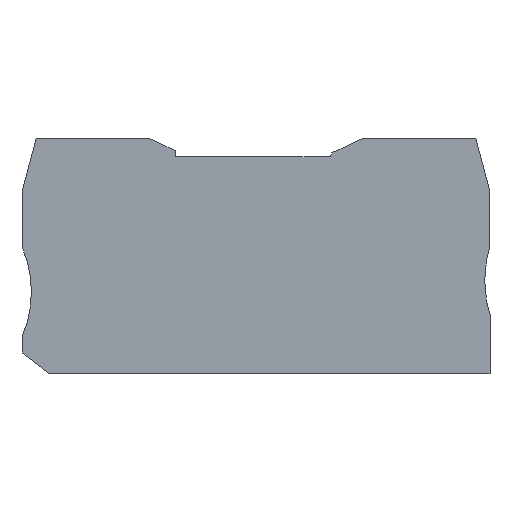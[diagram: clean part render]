
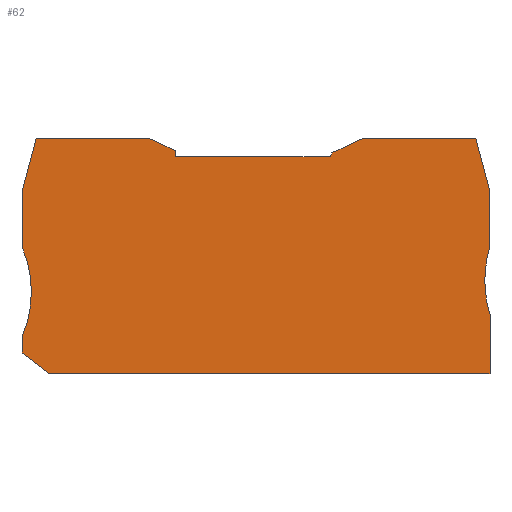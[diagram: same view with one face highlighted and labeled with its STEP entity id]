
A CAD part, left-side view. The second image highlights one B-rep face of the part: STEP entity #62.
In plain terms, the highlighted planar face has unit normal (-1, 0, 0).
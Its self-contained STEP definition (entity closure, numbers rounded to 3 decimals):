
#62=ADVANCED_FACE('',(#130),#131,.T.);
#130=FACE_OUTER_BOUND('',#201,.T.);
#131=PLANE('',#202);
#201=EDGE_LOOP('',(#306,#307,#308,#309,#310,#311,#312,#313,#314,#315,#316,#317,#318,#319,#320,#321,#322,#323,#324));
#202=AXIS2_PLACEMENT_3D('',#325,#326,#327);
#306=ORIENTED_EDGE('',*,*,#458,.F.);
#307=ORIENTED_EDGE('',*,*,#477,.F.);
#308=ORIENTED_EDGE('',*,*,#470,.F.);
#309=ORIENTED_EDGE('',*,*,#478,.F.);
#310=ORIENTED_EDGE('',*,*,#479,.F.);
#311=ORIENTED_EDGE('',*,*,#480,.F.);
#312=ORIENTED_EDGE('',*,*,#447,.T.);
#313=ORIENTED_EDGE('',*,*,#467,.T.);
#314=ORIENTED_EDGE('',*,*,#481,.F.);
#315=ORIENTED_EDGE('',*,*,#482,.F.);
#316=ORIENTED_EDGE('',*,*,#483,.F.);
#317=ORIENTED_EDGE('',*,*,#484,.F.);
#318=ORIENTED_EDGE('',*,*,#485,.T.);
#319=ORIENTED_EDGE('',*,*,#444,.T.);
#320=ORIENTED_EDGE('',*,*,#486,.F.);
#321=ORIENTED_EDGE('',*,*,#487,.F.);
#322=ORIENTED_EDGE('',*,*,#453,.F.);
#323=ORIENTED_EDGE('',*,*,#463,.T.);
#324=ORIENTED_EDGE('',*,*,#474,.F.);
#325=CARTESIAN_POINT('',(0.,20.061,29.656));
#326=DIRECTION('',(-1.0,0.0,0.0));
#327=DIRECTION('',(0.0,0.0,-1.0));
#444=EDGE_CURVE('',#521,#525,#527,.T.);
#447=EDGE_CURVE('',#532,#529,#533,.T.);
#453=EDGE_CURVE('',#541,#543,#544,.T.);
#458=EDGE_CURVE('',#550,#552,#553,.T.);
#463=EDGE_CURVE('',#541,#558,#560,.T.);
#467=EDGE_CURVE('',#529,#564,#566,.T.);
#470=EDGE_CURVE('',#569,#571,#572,.T.);
#474=EDGE_CURVE('',#552,#558,#577,.T.);
#477=EDGE_CURVE('',#571,#550,#580,.T.);
#478=EDGE_CURVE('',#581,#569,#582,.T.);
#479=EDGE_CURVE('',#583,#581,#584,.T.);
#480=EDGE_CURVE('',#532,#583,#585,.T.);
#481=EDGE_CURVE('',#586,#564,#587,.T.);
#482=EDGE_CURVE('',#588,#586,#589,.T.);
#483=EDGE_CURVE('',#590,#588,#591,.T.);
#484=EDGE_CURVE('',#592,#590,#593,.T.);
#485=EDGE_CURVE('',#592,#521,#594,.T.);
#486=EDGE_CURVE('',#595,#525,#596,.T.);
#487=EDGE_CURVE('',#543,#595,#597,.T.);
#521=VERTEX_POINT('',#638);
#525=VERTEX_POINT('',#643);
#527=CIRCLE('',#646,15.0);
#529=VERTEX_POINT('',#648);
#532=VERTEX_POINT('',#652);
#533=CIRCLE('',#653,15.0);
#541=VERTEX_POINT('',#663);
#543=VERTEX_POINT('',#666);
#544=LINE('',#667,#668);
#550=VERTEX_POINT('',#676);
#552=VERTEX_POINT('',#679);
#553=LINE('',#680,#681);
#558=VERTEX_POINT('',#688);
#560=LINE('',#691,#692);
#564=VERTEX_POINT('',#696);
#566=CIRCLE('',#699,15.0);
#569=VERTEX_POINT('',#702);
#571=VERTEX_POINT('',#705);
#572=LINE('',#706,#707);
#577=LINE('',#714,#715);
#580=LINE('',#719,#720);
#581=VERTEX_POINT('',#721);
#582=LINE('',#722,#723);
#583=VERTEX_POINT('',#724);
#584=LINE('',#725,#726);
#585=LINE('',#727,#728);
#586=VERTEX_POINT('',#729);
#587=LINE('',#730,#731);
#588=VERTEX_POINT('',#732);
#589=LINE('',#733,#734);
#590=VERTEX_POINT('',#735);
#591=LINE('',#736,#737);
#592=VERTEX_POINT('',#738);
#593=LINE('',#739,#740);
#594=CIRCLE('',#741,15.0);
#595=VERTEX_POINT('',#742);
#596=LINE('',#743,#744);
#597=LINE('',#745,#746);
#638=CARTESIAN_POINT('',(0.,0.691,12.5));
#643=CARTESIAN_POINT('',(0.,0.,17.));
#646=AXIS2_PLACEMENT_3D('',#807,#808,#809);
#648=CARTESIAN_POINT('',(0.,61.348,11.));
#652=CARTESIAN_POINT('',(0.,62.6,17.));
#653=AXIS2_PLACEMENT_3D('',#811,#812,#813);
#663=CARTESIAN_POINT('',(0.,16.9,31.55));
#666=CARTESIAN_POINT('',(0.,1.907,31.55));
#667=CARTESIAN_POINT('',(0.,41.141,31.55));
#668=VECTOR('',#820,1.0);
#676=CARTESIAN_POINT('',(0.,42.099,29.05));
#679=CARTESIAN_POINT('',(0.,21.382,29.05));
#680=CARTESIAN_POINT('',(0.,-6.78,29.05));
#681=VECTOR('',#824,1.0);
#688=CARTESIAN_POINT('',(0.,21.166,29.561));
#691=CARTESIAN_POINT('',(0.,41.141,20.246));
#692=VECTOR('',#828,1.0);
#696=CARTESIAN_POINT('',(0.,62.6,5.));
#699=AXIS2_PLACEMENT_3D('',#833,#834,#835);
#702=CARTESIAN_POINT('',(0.,45.7,31.55));
#705=CARTESIAN_POINT('',(0.,42.099,29.871));
#706=CARTESIAN_POINT('',(0.,41.141,29.424));
#707=VECTOR('',#837,1.0);
#714=CARTESIAN_POINT('',(0.,31.836,4.314));
#715=VECTOR('',#840,1.0);
#719=CARTESIAN_POINT('',(0.,42.099,4.314));
#720=VECTOR('',#842,1.0);
#721=CARTESIAN_POINT('',(0.,60.693,31.55));
#722=CARTESIAN_POINT('',(0.,41.141,31.55));
#723=VECTOR('',#843,1.0);
#724=CARTESIAN_POINT('',(0.,62.6,24.434));
#725=CARTESIAN_POINT('',(0.,67.991,4.314));
#726=VECTOR('',#844,1.0);
#727=CARTESIAN_POINT('',(0.,62.6,4.314));
#728=VECTOR('',#845,1.0);
#729=CARTESIAN_POINT('',(0.,62.6,2.8));
#730=CARTESIAN_POINT('',(0.,62.6,4.314));
#731=VECTOR('',#846,1.0);
#732=CARTESIAN_POINT('',(0.,58.921,0.));
#733=CARTESIAN_POINT('',(0.,41.141,-13.532));
#734=VECTOR('',#847,1.0);
#735=CARTESIAN_POINT('',(0.,0.,0.));
#736=CARTESIAN_POINT('',(0.,41.141,0.));
#737=VECTOR('',#848,1.0);
#738=CARTESIAN_POINT('',(0.,0.,8.));
#739=CARTESIAN_POINT('',(0.,0.,4.314));
#740=VECTOR('',#849,1.0);
#741=AXIS2_PLACEMENT_3D('',#850,#851,#852);
#742=CARTESIAN_POINT('',(0.,0.,24.434));
#743=CARTESIAN_POINT('',(0.,0.,4.314));
#744=VECTOR('',#853,1.0);
#745=CARTESIAN_POINT('',(0.,-5.391,4.314));
#746=VECTOR('',#854,1.0);
#807=CARTESIAN_POINT('',(0.,-14.309,12.5));
#808=DIRECTION('',(1.0,0.0,0.0));
#809=DIRECTION('',(0.0,1.0,0.0));
#811=CARTESIAN_POINT('',(0.,76.348,11.));
#812=DIRECTION('',(1.0,0.0,0.0));
#813=DIRECTION('',(0.0,1.0,0.0));
#820=DIRECTION('',(0.0,-1.0,0.));
#824=DIRECTION('',(0.0,-1.0,0.));
#828=DIRECTION('',(0.0,0.906,-0.423));
#833=CARTESIAN_POINT('',(0.,76.348,11.));
#834=DIRECTION('',(1.0,0.0,0.0));
#835=DIRECTION('',(0.0,1.0,0.0));
#837=DIRECTION('',(0.0,-0.906,-0.423));
#840=DIRECTION('',(0.0,-0.389,0.921));
#842=DIRECTION('',(0.0,0.0,-1.0));
#843=DIRECTION('',(0.0,-1.0,0.));
#844=DIRECTION('',(0.0,-0.259,0.966));
#845=DIRECTION('',(0.0,0.,1.0));
#846=DIRECTION('',(0.0,0.0,1.0));
#847=DIRECTION('',(0.0,0.796,0.606));
#848=DIRECTION('',(0.0,1.0,0.0));
#849=DIRECTION('',(0.0,0.0,-1.0));
#850=CARTESIAN_POINT('',(0.,-14.309,12.5));
#851=DIRECTION('',(1.0,0.0,0.0));
#852=DIRECTION('',(0.0,1.0,0.0));
#853=DIRECTION('',(0.0,0.,-1.0));
#854=DIRECTION('',(0.0,-0.259,-0.966));
